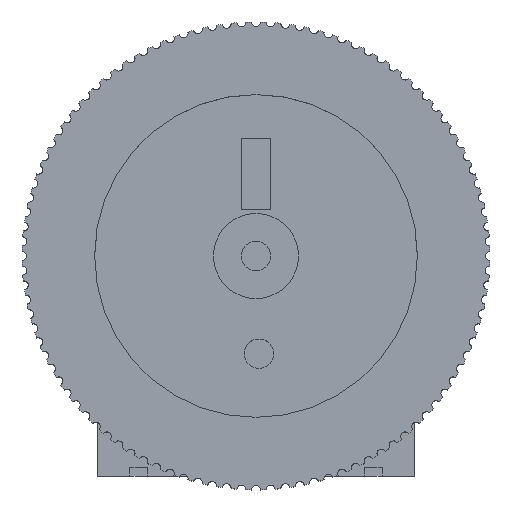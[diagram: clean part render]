
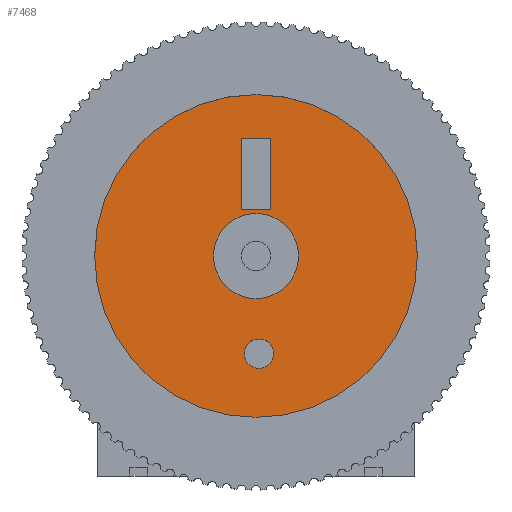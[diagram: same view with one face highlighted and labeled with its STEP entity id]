
A CAD part, top view. The second image highlights one B-rep face of the part: STEP entity #7468.
In plain terms, the highlighted planar face has unit normal (0, 0, 1).
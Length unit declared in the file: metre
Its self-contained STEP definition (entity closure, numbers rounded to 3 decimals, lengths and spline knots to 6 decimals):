
#858=CIRCLE('',#8472,0.0055);
#859=CIRCLE('',#8474,0.00145);
#860=CIRCLE('',#8475,0.0005);
#1362=LINE('',#13639,#1851);
#1363=LINE('',#13642,#1852);
#1364=LINE('',#13644,#1853);
#1365=LINE('',#13646,#1854);
#1851=VECTOR('',#10623,1.);
#1852=VECTOR('',#10624,1.);
#1853=VECTOR('',#10625,1.);
#1854=VECTOR('',#10626,1.);
#3888=ORIENTED_EDGE('',*,*,#5126,.T.);
#3889=ORIENTED_EDGE('',*,*,#5127,.T.);
#3890=ORIENTED_EDGE('',*,*,#5128,.T.);
#3891=ORIENTED_EDGE('',*,*,#5129,.T.);
#3892=ORIENTED_EDGE('',*,*,#5130,.T.);
#3893=ORIENTED_EDGE('',*,*,#5131,.T.);
#3894=ORIENTED_EDGE('',*,*,#5125,.F.);
#5125=EDGE_CURVE('',#5914,#5914,#858,.T.);
#5126=EDGE_CURVE('',#5915,#5916,#1362,.T.);
#5127=EDGE_CURVE('',#5916,#5917,#1363,.T.);
#5128=EDGE_CURVE('',#5917,#5918,#1364,.T.);
#5129=EDGE_CURVE('',#5918,#5915,#1365,.T.);
#5130=EDGE_CURVE('',#5919,#5919,#859,.T.);
#5131=EDGE_CURVE('',#5920,#5920,#860,.T.);
#5914=VERTEX_POINT('',#13637);
#5915=VERTEX_POINT('',#13640);
#5916=VERTEX_POINT('',#13641);
#5917=VERTEX_POINT('',#13643);
#5918=VERTEX_POINT('',#13645);
#5919=VERTEX_POINT('',#13648);
#5920=VERTEX_POINT('',#13650);
#6493=EDGE_LOOP('',(#3888,#3889,#3890,#3891));
#6494=EDGE_LOOP('',(#3892));
#6495=EDGE_LOOP('',(#3893));
#6496=EDGE_LOOP('',(#3894));
#6937=FACE_BOUND('',#6493,.T.);
#6938=FACE_BOUND('',#6494,.T.);
#6939=FACE_BOUND('',#6495,.T.);
#6940=FACE_BOUND('',#6496,.T.);
#7090=PLANE('',#8473);
#7468=ADVANCED_FACE('',(#6937,#6938,#6939,#6940),#7090,.T.);
#8472=AXIS2_PLACEMENT_3D('',#13636,#10619,#10620);
#8473=AXIS2_PLACEMENT_3D('',#13638,#10621,#10622);
#8474=AXIS2_PLACEMENT_3D('',#13647,#10627,#10628);
#8475=AXIS2_PLACEMENT_3D('',#13649,#10629,#10630);
#10619=DIRECTION('',(0.,0.,-1.));
#10620=DIRECTION('',(1.,0.,0.));
#10621=DIRECTION('',(0.,0.,1.));
#10622=DIRECTION('',(1.,0.,0.));
#10623=DIRECTION('',(-1.,0.,0.));
#10624=DIRECTION('',(0.,1.,0.));
#10625=DIRECTION('',(1.,0.,0.));
#10626=DIRECTION('',(0.,-1.,0.));
#10627=DIRECTION('',(0.,0.,-1.));
#10628=DIRECTION('',(1.,0.,0.));
#10629=DIRECTION('',(0.,0.,-1.));
#10630=DIRECTION('',(1.,0.,0.));
#13636=CARTESIAN_POINT('',(0.,0.,0.0007));
#13637=CARTESIAN_POINT('',(0.0055,0.,0.0007));
#13638=CARTESIAN_POINT('',(0.,0.,0.0007));
#13639=CARTESIAN_POINT('',(0.0005,0.0016,0.0007));
#13640=CARTESIAN_POINT('',(0.0005,0.0016,0.0007));
#13641=CARTESIAN_POINT('',(-0.0005,0.0016,0.0007));
#13642=CARTESIAN_POINT('',(-0.0005,0.0016,0.0007));
#13643=CARTESIAN_POINT('',(-0.0005,0.004,0.0007));
#13644=CARTESIAN_POINT('',(-0.0005,0.004,0.0007));
#13645=CARTESIAN_POINT('',(0.0005,0.004,0.0007));
#13646=CARTESIAN_POINT('',(0.0005,0.004,0.0007));
#13647=CARTESIAN_POINT('',(0.,0.,0.0007));
#13648=CARTESIAN_POINT('',(0.00145,0.,0.0007));
#13649=CARTESIAN_POINT('',(0.000101,-0.003329,0.0007));
#13650=CARTESIAN_POINT('',(0.000601,-0.003329,0.0007));
